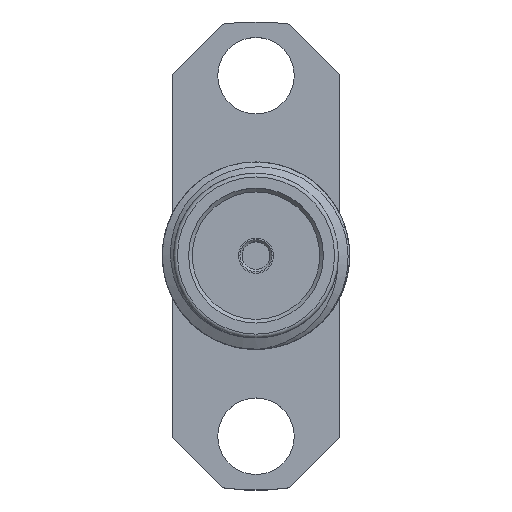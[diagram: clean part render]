
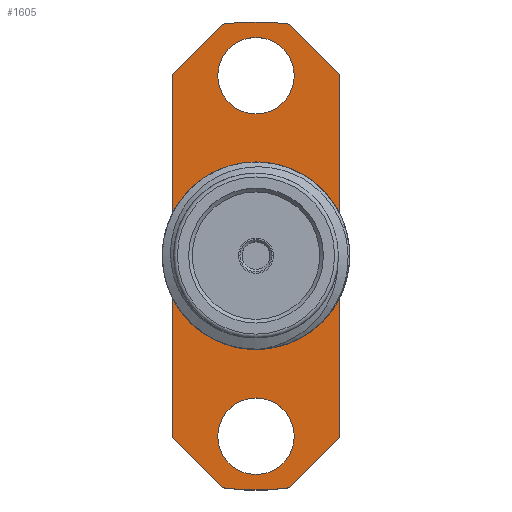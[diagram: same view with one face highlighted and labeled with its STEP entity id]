
A CAD part, top view. The second image highlights one B-rep face of the part: STEP entity #1605.
In plain terms, the highlighted planar face has unit normal (0, 0, 1).
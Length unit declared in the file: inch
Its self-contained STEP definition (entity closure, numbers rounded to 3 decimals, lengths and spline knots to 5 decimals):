
#5 = ORIENTED_EDGE ( 'NONE', *, *, #94, .T. ) ;
#54 = CIRCLE ( 'NONE', #2372, 0.10989 ) ;
#94 = EDGE_CURVE ( 'NONE', #1432, #2382, #2727, .T. ) ;
#96 = VERTEX_POINT ( 'NONE', #525 ) ;
#131 = CARTESIAN_POINT ( 'NONE',  ( -0.04472, 0.30928, -0.31 ) ) ;
#148 = CIRCLE ( 'NONE', #495, 0.051 ) ;
#186 = DIRECTION ( 'NONE',  ( 0., 0., 1. ) ) ;
#201 = VERTEX_POINT ( 'NONE', #2619 ) ;
#246 = CARTESIAN_POINT ( 'NONE',  ( 0.04472, 0.30928, -0.31 ) ) ;
#280 = CARTESIAN_POINT ( 'NONE',  ( 0., 0., -0.31 ) ) ;
#403 = ORIENTED_EDGE ( 'NONE', *, *, #2140, .T. ) ;
#429 = DIRECTION ( 'NONE',  ( 1., 0., 0. ) ) ;
#433 = FACE_OUTER_BOUND ( 'NONE', #1189, .T. ) ;
#466 = ORIENTED_EDGE ( 'NONE', *, *, #741, .T. ) ;
#495 = AXIS2_PLACEMENT_3D ( 'NONE', #2355, #186, #429 ) ;
#525 = CARTESIAN_POINT ( 'NONE',  ( -0.10989, 0., -0.31 ) ) ;
#587 = DIRECTION ( 'NONE',  ( 0., 0., 1. ) ) ;
#588 = VERTEX_POINT ( 'NONE', #2559 ) ;
#607 = ORIENTED_EDGE ( 'NONE', *, *, #1745, .F. ) ;
#657 = FACE_BOUND ( 'NONE', #1175, .T. ) ;
#667 = ORIENTED_EDGE ( 'NONE', *, *, #2525, .F. ) ;
#676 = VERTEX_POINT ( 'NONE', #1724 ) ;
#719 = DIRECTION ( 'NONE',  ( 0.707, 0.707, 0. ) ) ;
#732 = DIRECTION ( 'NONE',  ( 0., -1., 0. ) ) ;
#741 = EDGE_CURVE ( 'NONE', #676, #588, #1564, .T. ) ;
#747 = VERTEX_POINT ( 'NONE', #1502 ) ;
#766 = DIRECTION ( 'NONE',  ( -0.707, 0.707, 0. ) ) ;
#796 = LINE ( 'NONE', #2695, #2015 ) ;
#825 = CARTESIAN_POINT ( 'NONE',  ( -0.1115, -0.2425, -0.31 ) ) ;
#837 = DIRECTION ( 'NONE',  ( 0., -1., 0. ) ) ;
#838 = CARTESIAN_POINT ( 'NONE',  ( 0.1115, -0.3125, -0.31 ) ) ;
#850 = VECTOR ( 'NONE', #1045, 39.37008 ) ;
#860 = CARTESIAN_POINT ( 'NONE',  ( 0., 0., -0.31 ) ) ;
#873 = DIRECTION ( 'NONE',  ( 1., 0., 0. ) ) ;
#941 = VERTEX_POINT ( 'NONE', #2245 ) ;
#972 = VERTEX_POINT ( 'NONE', #2312 ) ;
#987 = ORIENTED_EDGE ( 'NONE', *, *, #2106, .F. ) ;
#1045 = DIRECTION ( 'NONE',  ( -0.707, -0.707, 0. ) ) ;
#1062 = DIRECTION ( 'NONE',  ( 0., 1., 0. ) ) ;
#1107 = ORIENTED_EDGE ( 'NONE', *, *, #1935, .T. ) ;
#1114 = EDGE_CURVE ( 'NONE', #972, #676, #2504, .T. ) ;
#1116 = DIRECTION ( 'NONE',  ( 1., 0., 0. ) ) ;
#1175 = EDGE_LOOP ( 'NONE', ( #987 ) ) ;
#1188 = CARTESIAN_POINT ( 'NONE',  ( 0.1115, 0.2425, -0.31 ) ) ;
#1189 = EDGE_LOOP ( 'NONE', ( #5, #403, #1241, #2586, #2476, #466, #1107, #1302 ) ) ;
#1200 = LINE ( 'NONE', #1827, #1792 ) ;
#1215 = DIRECTION ( 'NONE',  ( 0.707, -0.707, 0. ) ) ;
#1241 = ORIENTED_EDGE ( 'NONE', *, *, #2225, .T. ) ;
#1302 = ORIENTED_EDGE ( 'NONE', *, *, #2446, .T. ) ;
#1308 = DIRECTION ( 'NONE',  ( 1., 0., 0. ) ) ;
#1325 = DIRECTION ( 'NONE',  ( 0., 0., 1. ) ) ;
#1428 = VECTOR ( 'NONE', #719, 39.37008 ) ;
#1432 = VERTEX_POINT ( 'NONE', #246 ) ;
#1476 = FACE_BOUND ( 'NONE', #2257, .T. ) ;
#1486 = LINE ( 'NONE', #1671, #850 ) ;
#1502 = CARTESIAN_POINT ( 'NONE',  ( 0.051, 0.2405, -0.31 ) ) ;
#1514 = DIRECTION ( 'NONE',  ( 0., 0., 1. ) ) ;
#1523 = AXIS2_PLACEMENT_3D ( 'NONE', #2346, #1928, #837 ) ;
#1563 = AXIS2_PLACEMENT_3D ( 'NONE', #280, #1514, #1308 ) ;
#1564 = LINE ( 'NONE', #2615, #1428 ) ;
#1600 = CARTESIAN_POINT ( 'NONE',  ( 0., 0., -0.31 ) ) ;
#1605 = ADVANCED_FACE ( 'NONE', ( #1476, #2153, #657, #433 ), #2739, .F. ) ;
#1614 = CIRCLE ( 'NONE', #2375, 0.051 ) ;
#1644 = VERTEX_POINT ( 'NONE', #825 ) ;
#1671 = CARTESIAN_POINT ( 'NONE',  ( -0.1115, 0.2425, -0.31 ) ) ;
#1689 = LINE ( 'NONE', #838, #2199 ) ;
#1711 = DIRECTION ( 'NONE',  ( 0., 0., 1. ) ) ;
#1724 = CARTESIAN_POINT ( 'NONE',  ( 0.04472, -0.30928, -0.31 ) ) ;
#1745 = EDGE_CURVE ( 'NONE', #941, #941, #1614, .T. ) ;
#1753 = AXIS2_PLACEMENT_3D ( 'NONE', #860, #1711, #873 ) ;
#1792 = VECTOR ( 'NONE', #766, 39.37008 ) ;
#1827 = CARTESIAN_POINT ( 'NONE',  ( 0.0415, 0.3125, -0.31 ) ) ;
#1881 = VECTOR ( 'NONE', #732, 39.37008 ) ;
#1928 = DIRECTION ( 'NONE',  ( 0., 0., -1. ) ) ;
#1935 = EDGE_CURVE ( 'NONE', #588, #2351, #1689, .T. ) ;
#1948 = LINE ( 'NONE', #2029, #1881 ) ;
#2015 = VECTOR ( 'NONE', #1215, 39.37008 ) ;
#2029 = CARTESIAN_POINT ( 'NONE',  ( -0.1115, -0.3125, -0.31 ) ) ;
#2051 = DIRECTION ( 'NONE',  ( -1., 0., 0. ) ) ;
#2069 = EDGE_LOOP ( 'NONE', ( #607 ) ) ;
#2106 = EDGE_CURVE ( 'NONE', #747, #747, #148, .T. ) ;
#2140 = EDGE_CURVE ( 'NONE', #2382, #201, #1486, .T. ) ;
#2153 = FACE_BOUND ( 'NONE', #2069, .T. ) ;
#2199 = VECTOR ( 'NONE', #1062, 39.37008 ) ;
#2225 = EDGE_CURVE ( 'NONE', #201, #1644, #1948, .T. ) ;
#2245 = CARTESIAN_POINT ( 'NONE',  ( 0.051, -0.2405, -0.31 ) ) ;
#2257 = EDGE_LOOP ( 'NONE', ( #667 ) ) ;
#2312 = CARTESIAN_POINT ( 'NONE',  ( -0.04472, -0.30928, -0.31 ) ) ;
#2346 = CARTESIAN_POINT ( 'NONE',  ( 0., 0., -0.31 ) ) ;
#2351 = VERTEX_POINT ( 'NONE', #1188 ) ;
#2355 = CARTESIAN_POINT ( 'NONE',  ( 0., 0.2405, -0.31 ) ) ;
#2361 = EDGE_CURVE ( 'NONE', #1644, #972, #796, .T. ) ;
#2372 = AXIS2_PLACEMENT_3D ( 'NONE', #1600, #587, #2051 ) ;
#2375 = AXIS2_PLACEMENT_3D ( 'NONE', #2596, #1325, #1116 ) ;
#2382 = VERTEX_POINT ( 'NONE', #131 ) ;
#2446 = EDGE_CURVE ( 'NONE', #2351, #1432, #1200, .T. ) ;
#2476 = ORIENTED_EDGE ( 'NONE', *, *, #1114, .T. ) ;
#2504 = CIRCLE ( 'NONE', #1753, 0.3125 ) ;
#2525 = EDGE_CURVE ( 'NONE', #96, #96, #54, .T. ) ;
#2559 = CARTESIAN_POINT ( 'NONE',  ( 0.1115, -0.2425, -0.31 ) ) ;
#2586 = ORIENTED_EDGE ( 'NONE', *, *, #2361, .T. ) ;
#2596 = CARTESIAN_POINT ( 'NONE',  ( 0., -0.2405, -0.31 ) ) ;
#2615 = CARTESIAN_POINT ( 'NONE',  ( 0.1115, -0.2425, -0.31 ) ) ;
#2619 = CARTESIAN_POINT ( 'NONE',  ( -0.1115, 0.2425, -0.31 ) ) ;
#2695 = CARTESIAN_POINT ( 'NONE',  ( -0.0415, -0.3125, -0.31 ) ) ;
#2727 = CIRCLE ( 'NONE', #1563, 0.3125 ) ;
#2739 = PLANE ( 'NONE',  #1523 ) ;
